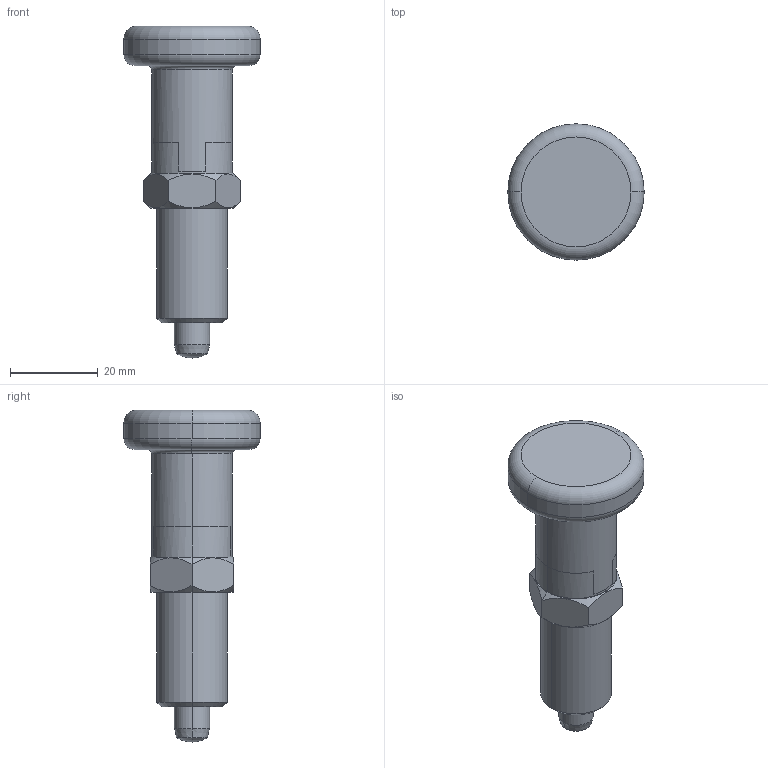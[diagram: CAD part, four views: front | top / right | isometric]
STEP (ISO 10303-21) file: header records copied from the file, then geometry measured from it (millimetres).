
FILE_DESCRIPTION(('STEP AP214'),'1');
FILE_NAME(' ',' ',('TraceParts'),('TraceParts S.A.'),'XStep 1.0',' ',' ');
FILE_SCHEMA(('automotive_design'));
Length unit declared in the file: millimetre
Products named in the file (2): 1; 2
Bounding box: 31 x 31 x 75.5 mm (x, y, z)
Volume: 22424.4 mm3; surface area: 7600.3 mm2
Topology: 2 solids, 2 shells, 53 faces, 122 edges, 75 vertices
Faces by surface type: plane 25, cylinder 12, cone 8, torus 6, sphere 2
Entity records: 2926 total; most frequent: DIRECTION 276, CARTESIAN_POINT 274, STYLED_ITEM 250, PRESENTATION_STYLE_ASSIGNMENT 250, COLOUR_RGB 250, ORIENTED_EDGE 240, EDGE_CURVE 120, CURVE_STYLE 120
